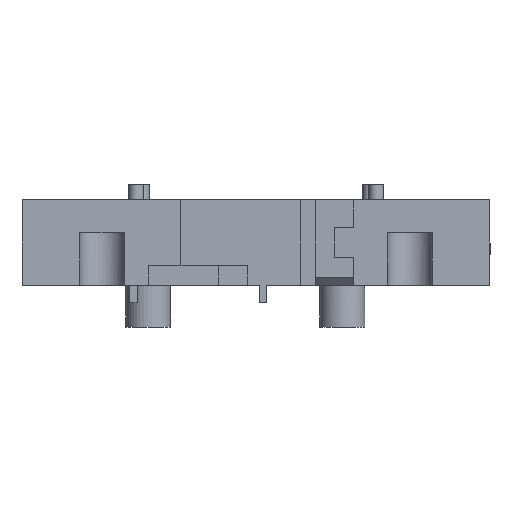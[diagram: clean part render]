
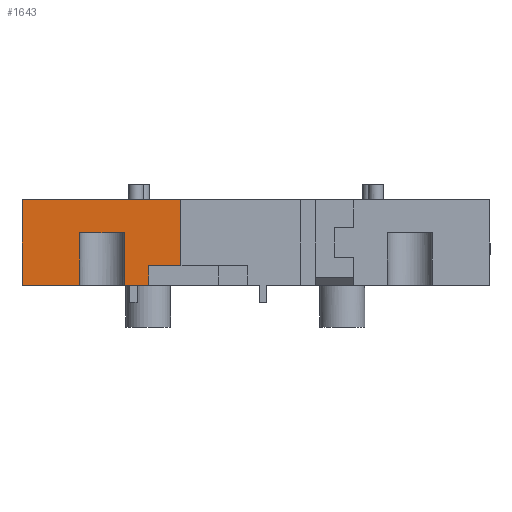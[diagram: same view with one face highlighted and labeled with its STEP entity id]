
A CAD part, front view. The second image highlights one B-rep face of the part: STEP entity #1643.
In plain terms, the highlighted planar face has unit normal (0, -1, 0).
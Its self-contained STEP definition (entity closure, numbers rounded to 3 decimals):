
#196 = VERTEX_POINT ( 'NONE', #7720 ) ;
#453 = VERTEX_POINT ( 'NONE', #5263 ) ;
#1594 = B_SPLINE_CURVE_WITH_KNOTS ( 'NONE', 3,
 ( #13246, #14850, #20469, #9583 ),
 .UNSPECIFIED., .F., .F.,
 ( 4, 4 ),
 ( 0., 1. ),
 .UNSPECIFIED. ) ;
#1643 = ADVANCED_FACE ( 'NONE', ( #5096 ), #12045, .T. ) ;
#1652 = ORIENTED_EDGE ( 'NONE', *, *, #13692, .T. ) ;
#1992 = VERTEX_POINT ( 'NONE', #23369 ) ;
#2141 = CARTESIAN_POINT ( 'NONE',  ( 71.5, -39., -4.4 ) ) ;
#3716 = CARTESIAN_POINT ( 'NONE',  ( 69.367, -39., -4.4 ) ) ;
#3734 = VERTEX_POINT ( 'NONE', #8395 ) ;
#3835 = ORIENTED_EDGE ( 'NONE', *, *, #15220, .F. ) ;
#3853 = ORIENTED_EDGE ( 'NONE', *, *, #11349, .T. ) ;
#4171 = CARTESIAN_POINT ( 'NONE',  ( 65.5, -39., -6.733 ) ) ;
#4381 = B_SPLINE_CURVE_WITH_KNOTS ( 'NONE', 3,
 ( #8193, #17367, #4171, #6357 ),
 .UNSPECIFIED., .F., .F.,
 ( 4, 4 ),
 ( 0., 1. ),
 .UNSPECIFIED. ) ;
#4612 = CARTESIAN_POINT ( 'NONE',  ( 57.8, -39., 0. ) ) ;
#5065 = ORIENTED_EDGE ( 'NONE', *, *, #8810, .T. ) ;
#5096 = FACE_OUTER_BOUND ( 'NONE', #12220, .T. ) ;
#5155 = CARTESIAN_POINT ( 'NONE',  ( 74.7, -39., -8.8 ) ) ;
#5207 = EDGE_CURVE ( 'NONE', #1992, #3734, #17536, .T. ) ;
#5263 = CARTESIAN_POINT ( 'NONE',  ( 65.5, -39., -4.4 ) ) ;
#5568 = DIRECTION ( 'NONE',  ( -1., 0., 0. ) ) ;
#5620 = VERTEX_POINT ( 'NONE', #13714 ) ;
#5712 = CARTESIAN_POINT ( 'NONE',  ( 79., -39., -8.8 ) ) ;
#5824 = CARTESIAN_POINT ( 'NONE',  ( 79., -39., 0. ) ) ;
#5834 = LINE ( 'NONE', #17081, #14216 ) ;
#6357 = CARTESIAN_POINT ( 'NONE',  ( 65.5, -39., -4.4 ) ) ;
#6523 = CARTESIAN_POINT ( 'NONE',  ( 71.3, -39., -4.4 ) ) ;
#7255 = ORIENTED_EDGE ( 'NONE', *, *, #7787, .T. ) ;
#7314 = DIRECTION ( 'NONE',  ( 0., 0., -1. ) ) ;
#7720 = CARTESIAN_POINT ( 'NONE',  ( 71.5, -39., -11.4 ) ) ;
#7787 = EDGE_CURVE ( 'NONE', #17960, #196, #5834, .T. ) ;
#8146 = EDGE_CURVE ( 'NONE', #22171, #1992, #20725, .T. ) ;
#8171 = CARTESIAN_POINT ( 'NONE',  ( 73.633, -39., -11.4 ) ) ;
#8193 = CARTESIAN_POINT ( 'NONE',  ( 65.5, -39., -11.4 ) ) ;
#8290 = CARTESIAN_POINT ( 'NONE',  ( 71.5, -39., -11.4 ) ) ;
#8395 = CARTESIAN_POINT ( 'NONE',  ( 57.8, -39., -11.4 ) ) ;
#8810 = EDGE_CURVE ( 'NONE', #453, #11481, #18758, .T. ) ;
#8937 = CARTESIAN_POINT ( 'NONE',  ( 74.7, -39., -9.667 ) ) ;
#9583 = CARTESIAN_POINT ( 'NONE',  ( 79., -39., -8.8 ) ) ;
#10796 = CARTESIAN_POINT ( 'NONE',  ( 65.5, -39., -4.4 ) ) ;
#11300 = CARTESIAN_POINT ( 'NONE',  ( 62.933, -39., -11.4 ) ) ;
#11349 = EDGE_CURVE ( 'NONE', #5620, #14594, #1594, .T. ) ;
#11481 = VERTEX_POINT ( 'NONE', #6523 ) ;
#12045 = PLANE ( 'NONE',  #23938 ) ;
#12220 = EDGE_LOOP ( 'NONE', ( #7255, #3835, #15391, #3853, #18088, #12556, #21561, #16024, #1652, #5065, #18491 ) ) ;
#12376 = EDGE_CURVE ( 'NONE', #14450, #5620, #19633, .T. ) ;
#12556 = ORIENTED_EDGE ( 'NONE', *, *, #8146, .T. ) ;
#13026 = CARTESIAN_POINT ( 'NONE',  ( 65.5, -39., -11.4 ) ) ;
#13246 = CARTESIAN_POINT ( 'NONE',  ( 74.7, -39., -8.8 ) ) ;
#13253 = VERTEX_POINT ( 'NONE', #22669 ) ;
#13652 = CARTESIAN_POINT ( 'NONE',  ( 57.8, -39., -7.6 ) ) ;
#13692 = EDGE_CURVE ( 'NONE', #13253, #453, #4381, .T. ) ;
#13714 = CARTESIAN_POINT ( 'NONE',  ( 74.7, -39., -8.8 ) ) ;
#13838 = DIRECTION ( 'NONE',  ( 1., 0., 0. ) ) ;
#13862 = B_SPLINE_CURVE_WITH_KNOTS ( 'NONE', 3,
 ( #19535, #8171, #17341, #8290 ),
 .UNSPECIFIED., .F., .F.,
 ( 4, 4 ),
 ( 0., 1. ),
 .UNSPECIFIED. ) ;
#13900 = CARTESIAN_POINT ( 'NONE',  ( 57.8, -39., -3.8 ) ) ;
#14033 = B_SPLINE_CURVE_WITH_KNOTS ( 'NONE', 3,
 ( #5712, #15109, #22585, #5824 ),
 .UNSPECIFIED., .F., .F.,
 ( 4, 4 ),
 ( 0., 1. ),
 .UNSPECIFIED. ) ;
#14216 = VECTOR ( 'NONE', #7314, 1000. ) ;
#14450 = VERTEX_POINT ( 'NONE', #15936 ) ;
#14594 = VERTEX_POINT ( 'NONE', #21683 ) ;
#14850 = CARTESIAN_POINT ( 'NONE',  ( 76.133, -39., -8.8 ) ) ;
#15109 = CARTESIAN_POINT ( 'NONE',  ( 79., -39., -5.867 ) ) ;
#15220 = EDGE_CURVE ( 'NONE', #14450, #196, #13862, .T. ) ;
#15391 = ORIENTED_EDGE ( 'NONE', *, *, #12376, .T. ) ;
#15808 = LINE ( 'NONE', #23146, #23055 ) ;
#15936 = CARTESIAN_POINT ( 'NONE',  ( 74.7, -39., -11.4 ) ) ;
#16024 = ORIENTED_EDGE ( 'NONE', *, *, #21565, .F. ) ;
#16101 = CARTESIAN_POINT ( 'NONE',  ( 57.8, -39., 0. ) ) ;
#16549 = EDGE_CURVE ( 'NONE', #14594, #22171, #14033, .T. ) ;
#16682 = CARTESIAN_POINT ( 'NONE',  ( 67.433, -39., -4.4 ) ) ;
#17081 = CARTESIAN_POINT ( 'NONE',  ( 71.5, -39., -11.4 ) ) ;
#17256 = VECTOR ( 'NONE', #5568, 1000. ) ;
#17341 = CARTESIAN_POINT ( 'NONE',  ( 72.567, -39., -11.4 ) ) ;
#17367 = CARTESIAN_POINT ( 'NONE',  ( 65.5, -39., -9.067 ) ) ;
#17536 = B_SPLINE_CURVE_WITH_KNOTS ( 'NONE', 3,
 ( #4612, #13900, #13652, #19398 ),
 .UNSPECIFIED., .F., .F.,
 ( 4, 4 ),
 ( 0., 1. ),
 .UNSPECIFIED. ) ;
#17960 = VERTEX_POINT ( 'NONE', #2141 ) ;
#18088 = ORIENTED_EDGE ( 'NONE', *, *, #16549, .T. ) ;
#18176 = DIRECTION ( 'NONE',  ( 0., -1., 0. ) ) ;
#18491 = ORIENTED_EDGE ( 'NONE', *, *, #23960, .T. ) ;
#18758 = B_SPLINE_CURVE_WITH_KNOTS ( 'NONE', 3,
 ( #10796, #16682, #3716, #22196 ),
 .UNSPECIFIED., .F., .F.,
 ( 4, 4 ),
 ( 0., 1. ),
 .UNSPECIFIED. ) ;
#18880 = CARTESIAN_POINT ( 'NONE',  ( 57.8, -39., 0. ) ) ;
#19398 = CARTESIAN_POINT ( 'NONE',  ( 57.8, -39., -11.4 ) ) ;
#19535 = CARTESIAN_POINT ( 'NONE',  ( 74.7, -39., -11.4 ) ) ;
#19581 = CARTESIAN_POINT ( 'NONE',  ( 74.7, -39., -11.4 ) ) ;
#19633 = B_SPLINE_CURVE_WITH_KNOTS ( 'NONE', 3,
 ( #19581, #23631, #8937, #5155 ),
 .UNSPECIFIED., .F., .F.,
 ( 4, 4 ),
 ( 0., 1. ),
 .UNSPECIFIED. ) ;
#20042 = CARTESIAN_POINT ( 'NONE',  ( 79., -39., 0. ) ) ;
#20127 = CARTESIAN_POINT ( 'NONE',  ( 57.8, -39., -11.4 ) ) ;
#20469 = CARTESIAN_POINT ( 'NONE',  ( 77.567, -39., -8.8 ) ) ;
#20631 = B_SPLINE_CURVE_WITH_KNOTS ( 'NONE', 3,
 ( #13026, #11300, #22101, #20127 ),
 .UNSPECIFIED., .F., .F.,
 ( 4, 4 ),
 ( 0., 1. ),
 .UNSPECIFIED. ) ;
#20725 = LINE ( 'NONE', #18880, #17256 ) ;
#21561 = ORIENTED_EDGE ( 'NONE', *, *, #5207, .T. ) ;
#21565 = EDGE_CURVE ( 'NONE', #13253, #3734, #20631, .T. ) ;
#21683 = CARTESIAN_POINT ( 'NONE',  ( 79., -39., -8.8 ) ) ;
#21853 = DIRECTION ( 'NONE',  ( 0., 0., -1. ) ) ;
#22101 = CARTESIAN_POINT ( 'NONE',  ( 60.367, -39., -11.4 ) ) ;
#22171 = VERTEX_POINT ( 'NONE', #20042 ) ;
#22196 = CARTESIAN_POINT ( 'NONE',  ( 71.3, -39., -4.4 ) ) ;
#22585 = CARTESIAN_POINT ( 'NONE',  ( 79., -39., -2.933 ) ) ;
#22669 = CARTESIAN_POINT ( 'NONE',  ( 65.5, -39., -11.4 ) ) ;
#23055 = VECTOR ( 'NONE', #13838, 1000. ) ;
#23146 = CARTESIAN_POINT ( 'NONE',  ( 65.5, -39., -4.4 ) ) ;
#23369 = CARTESIAN_POINT ( 'NONE',  ( 57.8, -39., 0. ) ) ;
#23631 = CARTESIAN_POINT ( 'NONE',  ( 74.7, -39., -10.533 ) ) ;
#23938 = AXIS2_PLACEMENT_3D ( 'NONE', #16101, #18176, #21853 ) ;
#23960 = EDGE_CURVE ( 'NONE', #11481, #17960, #15808, .T. ) ;
